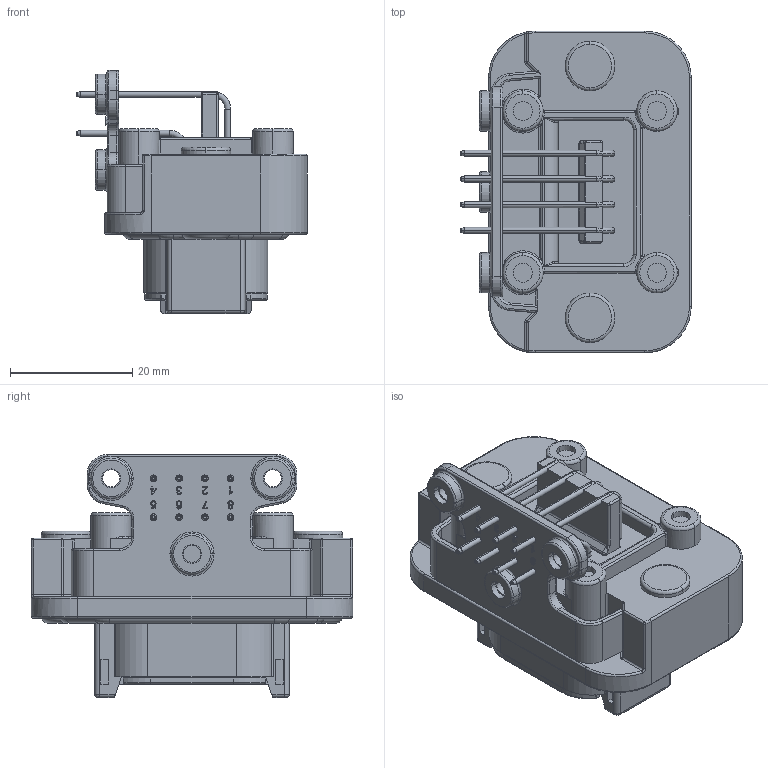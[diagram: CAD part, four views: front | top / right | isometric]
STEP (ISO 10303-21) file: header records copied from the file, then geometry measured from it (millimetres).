
FILE_DESCRIPTION(('CAx-IF Rec.Pracs.---Model Styling and Organization---1.5---2016-08-15','CAx-IF Rec.Pracs.---Geometric and Assembly Validation Properties---4.4---2016-08-17','CAx-IF Rec.Pracs.---User Defined Attributes---1.5---2016-08-15','CAx-IF Rec.Pracs.---External References---2.1---2005-01-19'),'2;1');
FILE_NAME('1791402.step','2025-05-01T19:51:40',('Unspecified'),('Unspecified'),'CAD Exchanger 3.10.2 (cadexchanger.com)','Unspecified','');
FILE_SCHEMA(('AUTOMOTIVE_DESIGN { 1 0 10303 214 1 1 1 1 }'));
Length unit declared in the file: millimetre
Products named in the file (1): PL000633-08-RA-01
Bounding box: 37.65 x 52.56 x 39.7 mm (x, y, z)
Volume: 23796.5 mm3; surface area: 12391.5 mm2
Topology: 1 solids, 1 shells, 1300 faces, 3394 edges, 2127 vertices
Faces by surface type: plane 410, cylinder 315, extrusion 260, torus 142, cone 68, bspline 66, sphere 39
Entity records: 44560 total; most frequent: CARTESIAN_POINT 13716, ORIENTED_EDGE 6756, DIRECTION 5772, EDGE_CURVE 3378, VERTEX_POINT 2127, AXIS2_PLACEMENT_3D 1945, VECTOR 1882, LINE 1622
